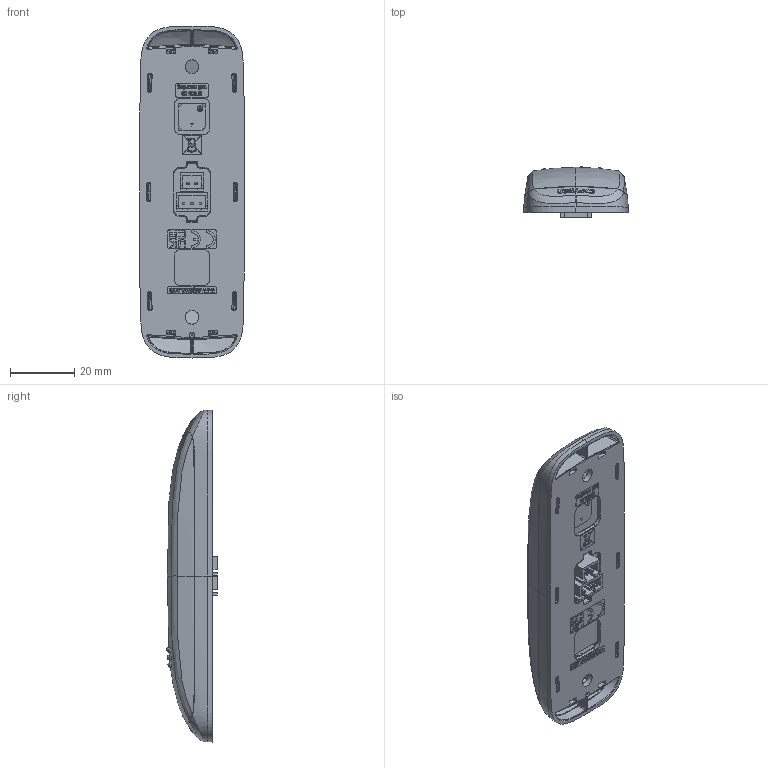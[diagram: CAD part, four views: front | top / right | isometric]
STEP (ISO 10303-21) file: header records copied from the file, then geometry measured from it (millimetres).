
FILE_DESCRIPTION (( 'STEP AP203' ), '1' );
FILE_NAME ('CSR-wall-T23.STEP', '2023-04-06T08:20:13', ( '' ), ( '' ), 'SwSTEP 2.0', 'SolidWorks 2021', '' );
FILE_SCHEMA (( 'CONFIG_CONTROL_DESIGN' ));
Products named in the file (1): CSR-wall-T23
Bounding box: 32.65 x 15.75 x 103.32 mm (x, y, z)
Volume: 17214.3 mm3; surface area: 28121.1 mm2
Topology: 20 solids, 20 shells, 4773 faces, 12540 edges, 7911 vertices
Faces by surface type: plane 2222, bspline 1507, cylinder 825, sphere 116, torus 63, cone 40
Full cylindrical faces by diameter (mm): 0.281 x1, 0.437 x1, 1.016 x8, 1.8 x1, 5 x2, 5.6 x1, 6 x1
Entity records: 222962 total; most frequent: CARTESIAN_POINT 117251, ORIENTED_EDGE 24748, DIRECTION 17477, EDGE_CURVE 12374, VERTEX_POINT 7881, VECTOR 6989, LINE 6989, AXIS2_PLACEMENT_3D 5244
